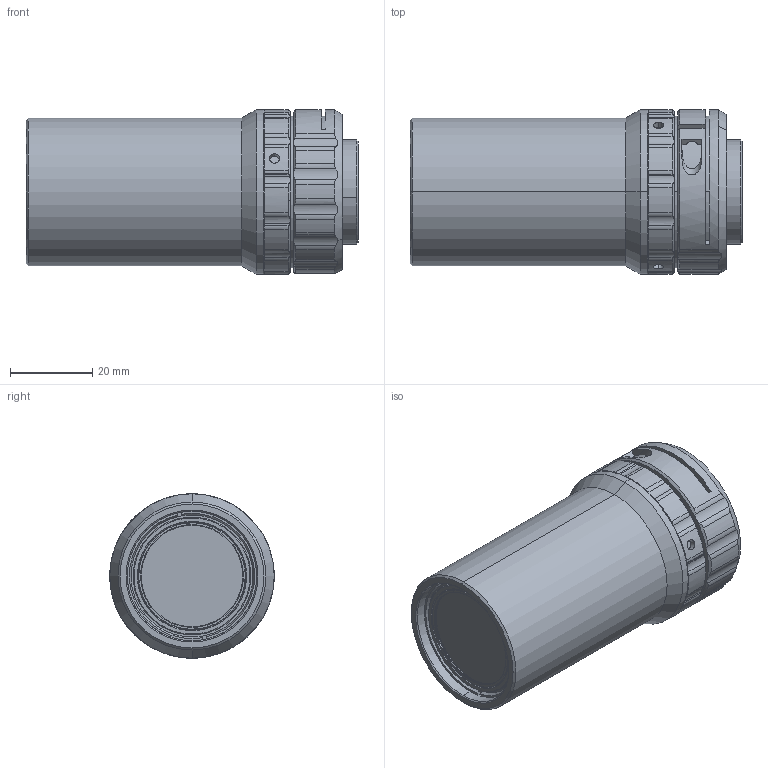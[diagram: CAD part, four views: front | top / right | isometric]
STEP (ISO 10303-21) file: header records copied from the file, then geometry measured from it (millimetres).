
FILE_DESCRIPTION (( 'STEP AP203' ), '1' );
FILE_NAME ('WWT121-02-413.STEP', '2022-09-06T08:42:50', ( '' ), ( '' ), 'SwSTEP 2.0', 'SolidWorks 2017', '' );
FILE_SCHEMA (( 'CONFIG_CONTROL_DESIGN' ));
Length unit declared in the file: millimetre
Products named in the file (1): WWT121-02-413
Bounding box: 80.77 x 40 x 40 mm (x, y, z)
Volume: 80473.8 mm3; surface area: 12946.3 mm2
Topology: 1 solids, 1 shells, 230 faces, 603 edges, 381 vertices
Faces by surface type: cylinder 116, plane 59, cone 55
Entity records: 7891 total; most frequent: CARTESIAN_POINT 2250, ORIENTED_EDGE 1202, DIRECTION 1162, EDGE_CURVE 601, AXIS2_PLACEMENT_3D 489, VERTEX_POINT 381, CIRCLE 258, EDGE_LOOP 240
